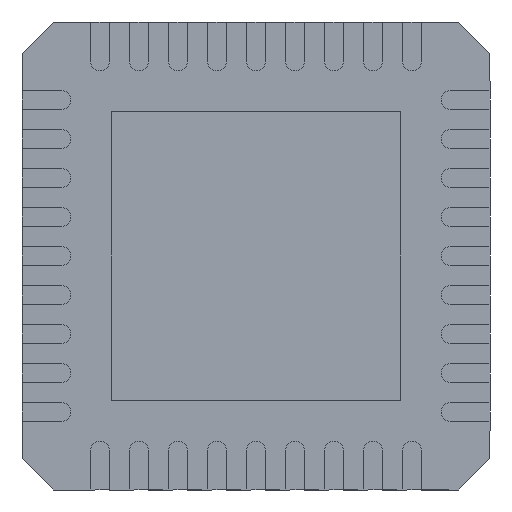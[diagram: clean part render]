
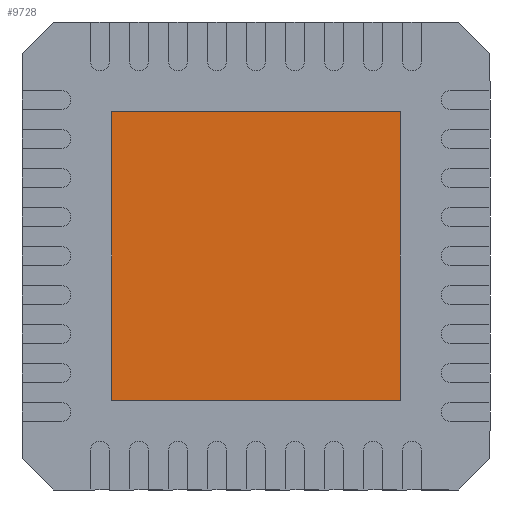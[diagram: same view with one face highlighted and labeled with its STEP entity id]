
A CAD part, front view. The second image highlights one B-rep face of the part: STEP entity #9728.
In plain terms, the highlighted planar face has unit normal (0, -1, 0).
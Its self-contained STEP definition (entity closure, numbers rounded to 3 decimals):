
#115 = VECTOR ( 'NONE', #3829, 1000. ) ;
#143 = DIRECTION ( 'NONE',  ( 0., -1., 0. ) ) ;
#588 = CARTESIAN_POINT ( 'NONE',  ( 1.85, 0., 1.85 ) ) ;
#1372 = CARTESIAN_POINT ( 'NONE',  ( 0., 0., 0. ) ) ;
#1417 = VECTOR ( 'NONE', #6748, 1000. ) ;
#1473 = VERTEX_POINT ( 'NONE', #588 ) ;
#1697 = CARTESIAN_POINT ( 'NONE',  ( -1.85, 0., 1.85 ) ) ;
#2119 = DIRECTION ( 'NONE',  ( 0., 0., -1. ) ) ;
#2550 = EDGE_CURVE ( 'NONE', #1473, #11594, #2928, .T. ) ;
#2928 = LINE ( 'NONE', #4752, #12665 ) ;
#3109 = VECTOR ( 'NONE', #2119, 1000. ) ;
#3168 = LINE ( 'NONE', #14003, #3109 ) ;
#3829 = DIRECTION ( 'NONE',  ( 1., 0., 0. ) ) ;
#4752 = CARTESIAN_POINT ( 'NONE',  ( 1.85, 0., 1.85 ) ) ;
#4903 = EDGE_CURVE ( 'NONE', #11594, #12754, #3168, .T. ) ;
#5153 = ORIENTED_EDGE ( 'NONE', *, *, #13241, .T. ) ;
#6497 = EDGE_CURVE ( 'NONE', #13453, #1473, #10933, .T. ) ;
#6585 = DIRECTION ( 'NONE',  ( -1., 0., 0. ) ) ;
#6748 = DIRECTION ( 'NONE',  ( 0., 0., 1. ) ) ;
#6813 = FACE_OUTER_BOUND ( 'NONE', #12323, .T. ) ;
#6985 = CARTESIAN_POINT ( 'NONE',  ( 1.85, 0., -1.85 ) ) ;
#7591 = CARTESIAN_POINT ( 'NONE',  ( -1.85, 0., -1.85 ) ) ;
#9053 = AXIS2_PLACEMENT_3D ( 'NONE', #1372, #143, #12151 ) ;
#9533 = ORIENTED_EDGE ( 'NONE', *, *, #6497, .T. ) ;
#9728 = ADVANCED_FACE ( 'NONE', ( #6813 ), #11040, .T. ) ;
#10933 = LINE ( 'NONE', #13321, #1417 ) ;
#11040 = PLANE ( 'NONE',  #9053 ) ;
#11594 = VERTEX_POINT ( 'NONE', #1697 ) ;
#11717 = ORIENTED_EDGE ( 'NONE', *, *, #4903, .T. ) ;
#12151 = DIRECTION ( 'NONE',  ( 0., 0., -1. ) ) ;
#12311 = ORIENTED_EDGE ( 'NONE', *, *, #2550, .T. ) ;
#12323 = EDGE_LOOP ( 'NONE', ( #11717, #5153, #9533, #12311 ) ) ;
#12665 = VECTOR ( 'NONE', #6585, 1000. ) ;
#12754 = VERTEX_POINT ( 'NONE', #7591 ) ;
#13241 = EDGE_CURVE ( 'NONE', #12754, #13453, #14196, .T. ) ;
#13321 = CARTESIAN_POINT ( 'NONE',  ( 1.85, 0., -1.85 ) ) ;
#13453 = VERTEX_POINT ( 'NONE', #6985 ) ;
#13643 = CARTESIAN_POINT ( 'NONE',  ( 1.85, 0., -1.85 ) ) ;
#14003 = CARTESIAN_POINT ( 'NONE',  ( -1.85, 0., -1.85 ) ) ;
#14196 = LINE ( 'NONE', #13643, #115 ) ;
